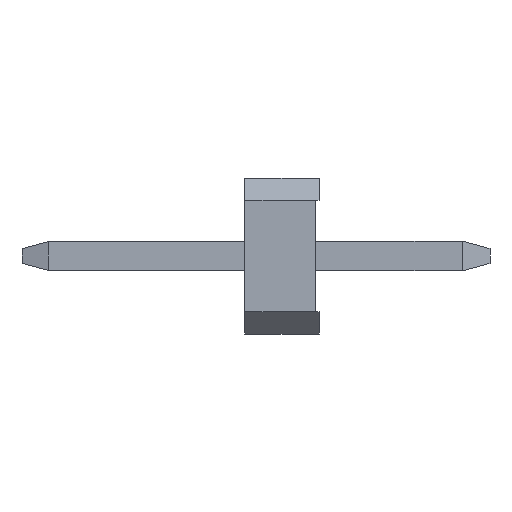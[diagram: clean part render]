
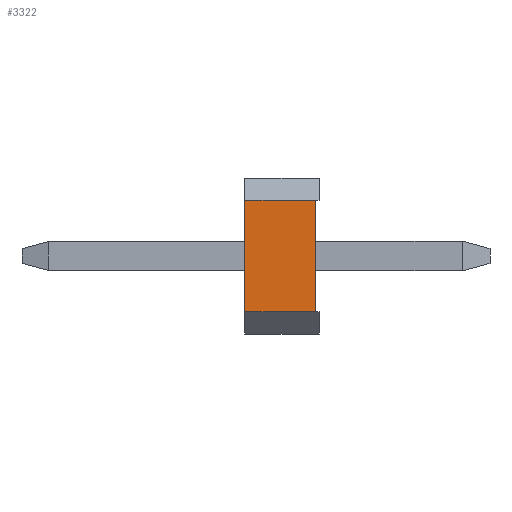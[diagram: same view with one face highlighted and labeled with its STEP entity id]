
A CAD part, left-side view. The second image highlights one B-rep face of the part: STEP entity #3322.
In plain terms, the highlighted planar face has unit normal (-1, 0, 0).
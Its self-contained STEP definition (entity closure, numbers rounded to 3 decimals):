
#1531=DIRECTION('',(0.,-1.,0.));
#1532=VECTOR('',#1531,0.95);
#1533=CARTESIAN_POINT('',(-0.635,0.5,1.8));
#1534=LINE('',#1533,#1532);
#1538=DIRECTION('',(0.,0.,1.));
#1539=VECTOR('',#1538,1.5);
#1540=CARTESIAN_POINT('',(-0.635,-0.45,0.3));
#1541=LINE('',#1540,#1539);
#1545=DIRECTION('',(0.,1.,0.));
#1546=VECTOR('',#1545,0.95);
#1547=CARTESIAN_POINT('',(-0.635,-0.45,0.3));
#1548=LINE('',#1547,#1546);
#1552=DIRECTION('',(0.,0.,1.));
#1553=VECTOR('',#1552,1.5);
#1554=CARTESIAN_POINT('',(-0.635,0.5,0.3));
#1555=LINE('',#1554,#1553);
#1683=CARTESIAN_POINT('',(-0.635,-0.45,1.8));
#1684=VERTEX_POINT('',#1683);
#1685=CARTESIAN_POINT('',(-0.635,0.5,1.8));
#1686=VERTEX_POINT('',#1685);
#1696=CARTESIAN_POINT('',(-0.635,0.5,0.3));
#1698=VERTEX_POINT('',#1696);
#1699=CARTESIAN_POINT('',(-0.635,-0.45,0.3));
#1700=VERTEX_POINT('',#1699);
#3311=CARTESIAN_POINT('',(-0.635,0.5,0.));
#3312=DIRECTION('',(-1.,0.,0.));
#3313=DIRECTION('',(0.,-1.,0.));
#3314=AXIS2_PLACEMENT_3D('',#3311,#3312,#3313);
#3315=PLANE('',#3314);
#3316=ORIENTED_EDGE('',*,*,#3249,.T.);
#3317=ORIENTED_EDGE('',*,*,#2217,.F.);
#3318=ORIENTED_EDGE('',*,*,#3302,.T.);
#3319=ORIENTED_EDGE('',*,*,#2044,.T.);
#3320=EDGE_LOOP('',(#3316,#3317,#3318,#3319));
#3321=FACE_OUTER_BOUND('',#3320,.F.);
#3322=ADVANCED_FACE('',(#3321),#3315,.T.);
#2044=EDGE_CURVE('',#1698,#1686,#1555,.T.);
#2217=EDGE_CURVE('',#1700,#1684,#1541,.T.);
#3249=EDGE_CURVE('',#1686,#1684,#1534,.T.);
#3302=EDGE_CURVE('',#1700,#1698,#1548,.T.);
